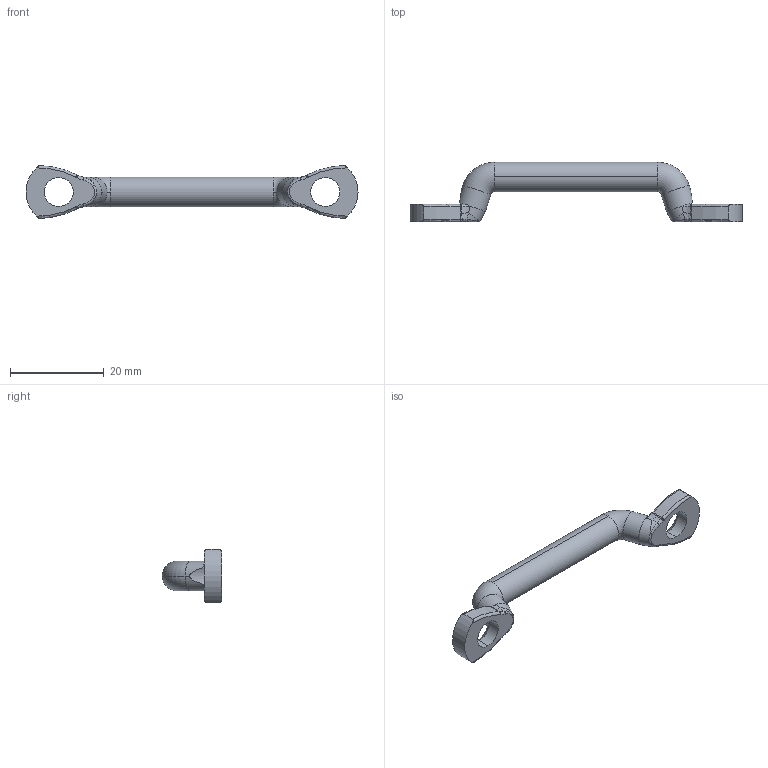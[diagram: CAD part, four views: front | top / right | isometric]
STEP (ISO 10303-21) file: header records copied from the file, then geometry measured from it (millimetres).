
FILE_DESCRIPTION (( 'STEP AP214' ), '1' );
FILE_NAME ('03008-Footman Loop 70mm SS.STEP', '2025-07-23T00:55:30', ( '' ), ( '' ), 'SwSTEP 2.0', 'SolidWorks 2025', '' );
FILE_SCHEMA (( 'AUTOMOTIVE_DESIGN' ));
Length unit declared in the file: inch
Products named in the file (1): 03008-Footman Loop 70mm SS
Bounding box: 70.87 x 12.7 x 11.32 mm (x, y, z)
Volume: 2301.7 mm3; surface area: 1777.9 mm2
Topology: 1 solids, 1 shells, 86 faces, 218 edges, 132 vertices
Faces by surface type: torus 30, cylinder 26, bspline 22, cone 4, plane 4
Entity records: 3205 total; most frequent: CARTESIAN_POINT 1269, ORIENTED_EDGE 436, DIRECTION 384, EDGE_CURVE 218, AXIS2_PLACEMENT_3D 181, VERTEX_POINT 132, CIRCLE 116, EDGE_LOOP 88
